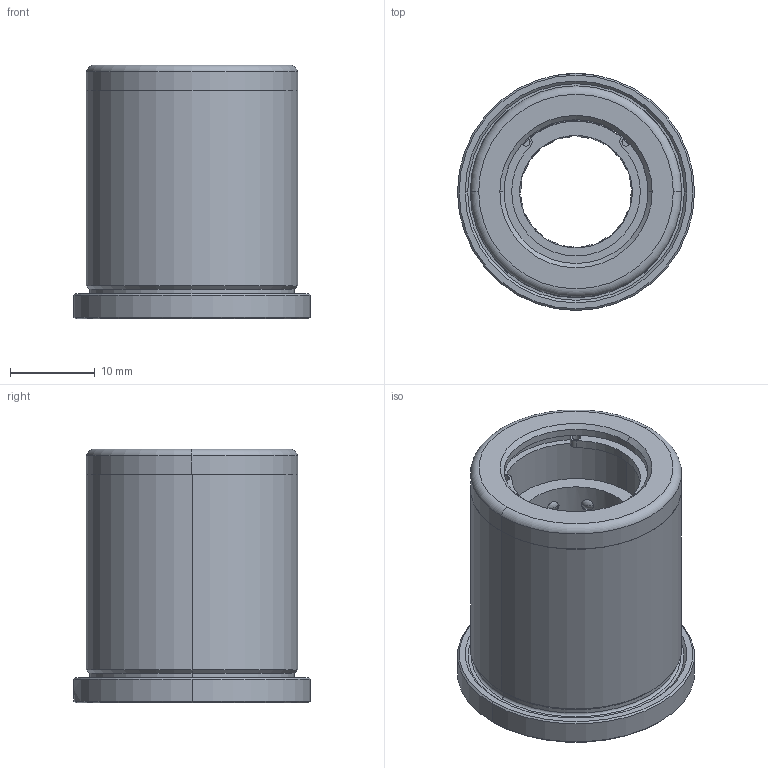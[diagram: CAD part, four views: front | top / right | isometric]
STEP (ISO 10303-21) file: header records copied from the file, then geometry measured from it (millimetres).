
FILE_DESCRIPTION (( 'STEP AP214' ), '1' );
FILE_NAME ('GBBF-D25-d13-L30.STEP', '2021-08-06T08:52:45', ( 'User' ), ( 'china' ), 'SwSTEP 2.0', 'SolidWorks 2016', '' );
FILE_SCHEMA (( 'AUTOMOTIVE_DESIGN' ));
Length unit declared in the file: millimetre
Products named in the file (6): BSH紩杶-d13-L20; 球-D2; GBBL囀縐-D18.2; GBBF-D25-L30; GBBF-D25-d13-L30
Assembly tree (85 placements, depth 3):
  GBBF-D25-d13-L30
    GBBF-D25-L30
    GBBL囀縐-D18.2  x2
    BSH紩杶-d13-L20
      BSH紩杶-d13-L20
      球-D2  x80
Bounding box: 28 x 28 x 30 mm (x, y, z)
Volume: 9711.1 mm3; surface area: 9073.1 mm2
Topology: 84 solids, 84 shells, 419 faces, 1706 edges, 1132 vertices
Faces by surface type: sphere 320, cylinder 60, plane 23, cone 12, torus 4
Entity records: 13243 total; most frequent: CARTESIAN_POINT 6158, ORIENTED_EDGE 1418, DIRECTION 1267, EDGE_CURVE 709, AXIS2_PLACEMENT_3D 591, VERTEX_POINT 468, EDGE_LOOP 411, B_SPLINE_CURVE_WITH_KNOTS 364
